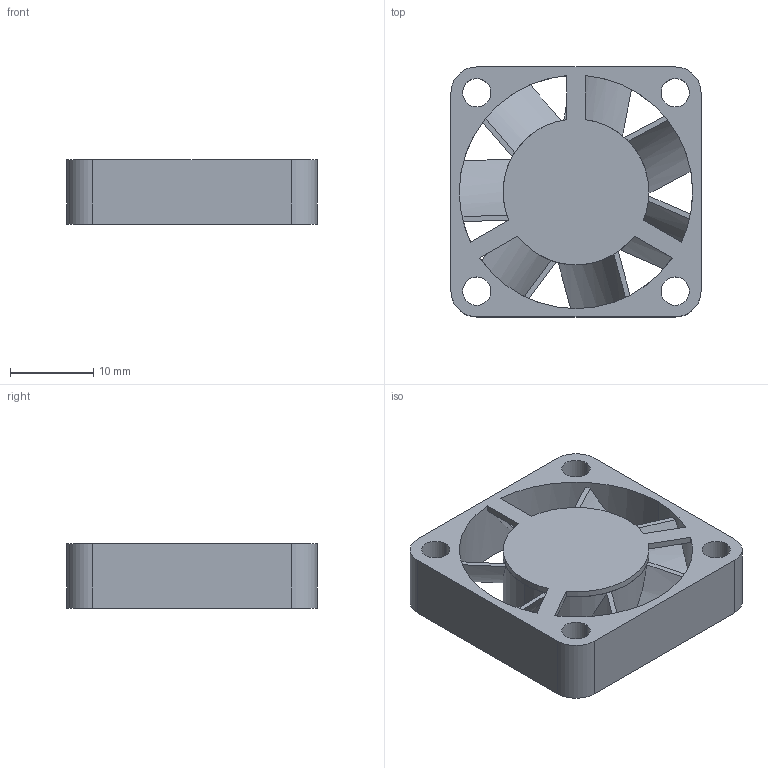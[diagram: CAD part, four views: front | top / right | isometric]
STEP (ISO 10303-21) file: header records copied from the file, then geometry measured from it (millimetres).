
FILE_DESCRIPTION (( 'STEP AP203' ), '1' );
FILE_NAME ('3007axial.STEP', '2022-02-10T15:40:16', ( '' ), ( '' ), 'SwSTEP 2.0', 'SolidWorks 2021', '' );
FILE_SCHEMA (( 'CONFIG_CONTROL_DESIGN' ));
Length unit declared in the file: millimetre
Products named in the file (2): 3007axial; LD3007MS FAN.step
Assembly tree (1 placements, depth 2):
  3007axial
    LD3007MS FAN.step
Bounding box: 30 x 30 x 7.78 mm (x, y, z)
Volume: 3904.4 mm3; surface area: 4695.8 mm2
Topology: 9 solids, 9 shells, 78 faces, 186 edges, 124 vertices
Faces by surface type: cylinder 35, plane 29, bspline 14
Entity records: 3320 total; most frequent: CARTESIAN_POINT 1316, ORIENTED_EDGE 372, DIRECTION 370, EDGE_CURVE 186, AXIS2_PLACEMENT_3D 144, VERTEX_POINT 124, EDGE_LOOP 90, VECTOR 82
